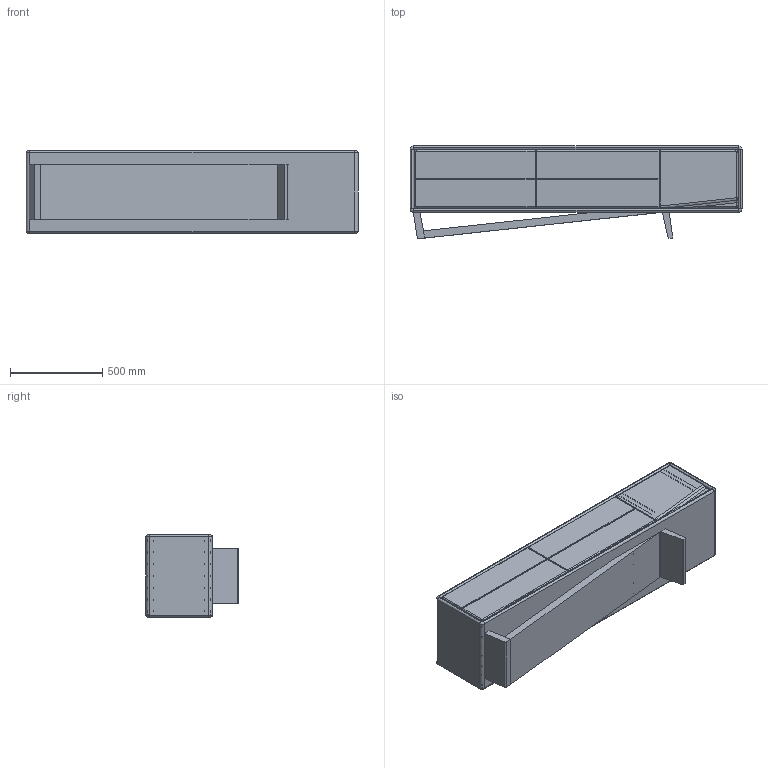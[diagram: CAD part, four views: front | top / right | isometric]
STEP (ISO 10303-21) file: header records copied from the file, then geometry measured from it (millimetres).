
FILE_DESCRIPTION (( 'STEP AP203' ), '1' );
FILE_NAME ('1. Linea komoda - sklop.STEP', '2023-11-23T09:48:30', ( '' ), ( '' ), 'SwSTEP 2.0', 'SolidWorks 2023', '' );
FILE_SCHEMA (( 'CONFIG_CONTROL_DESIGN' ));
Length unit declared in the file: millimetre
Products named in the file (1): 1. Linea komoda - sklop
Bounding box: 1800 x 500 x 445 mm (x, y, z)
Volume: 105109913.8 mm3; surface area: 15423527.9 mm2
Topology: 54 solids, 54 shells, 1561 faces, 3493 edges, 2258 vertices
Faces by surface type: plane 822, cylinder 640, cone 42, sphere 30, torus 21, bspline 6
Entity records: 43598 total; most frequent: DIRECTION 8051, CARTESIAN_POINT 7543, ORIENTED_EDGE 6910, EDGE_CURVE 3455, AXIS2_PLACEMENT_3D 3068, VERTEX_POINT 2258, LINE 1915, VECTOR 1915
